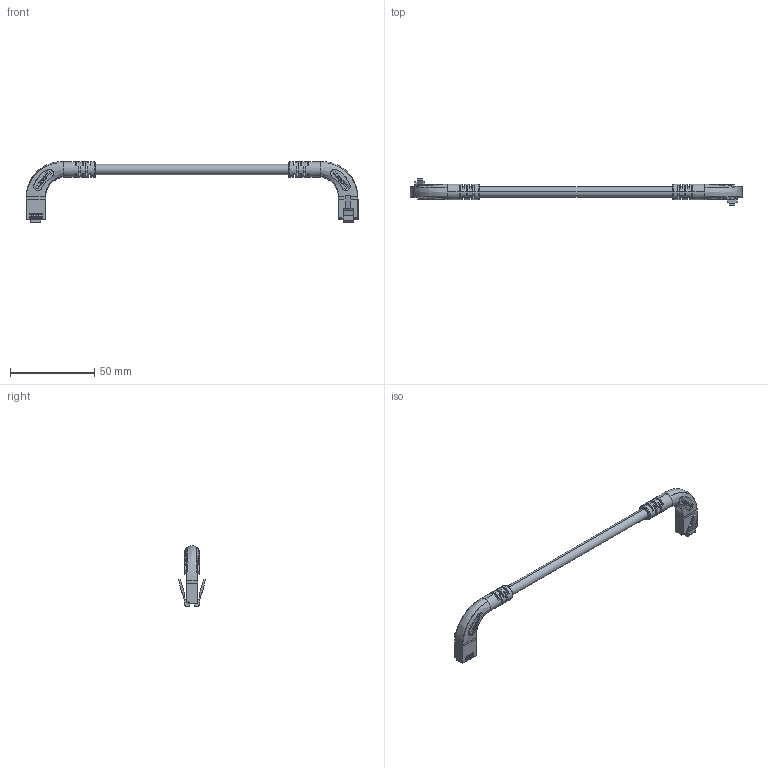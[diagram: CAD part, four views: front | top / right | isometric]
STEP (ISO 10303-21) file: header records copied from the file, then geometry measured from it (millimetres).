
FILE_DESCRIPTION (( 'STEP AP203' ), '1' );
FILE_NAME ('TRD815ZRA9.step', '2013-02-14T16:31:52', ( 'x' ), ( '' ), 'SwSTEP 2.0', 'SolidWorks 2012', '' );
FILE_SCHEMA (( 'CONFIG_CONTROL_DESIGN' ));
Length unit declared in the file: inch
Products named in the file (12): TRD815ZRA9; RA_RJ45_Version 2_left entry no cable; MTN-477; Pair 4; Pair 3; Pair 1_BLUE; Pair 2; 1AG01-037; 1AD01-015-MA2; 1AD01-015-MA1_for assembly with molded boot; 1AG01-036; RA-RJ45-MA2_6" long
Assembly tree (12 placements, depth 3):
  TRD815ZRA9
    RA-RJ45-MA2_6" long
    RA_RJ45_Version 2_left entry no cable  x2
      1AG01-036
      1AD01-015-MA1_for assembly with molded boot
      1AD01-015-MA2
      1AG01-037
      Pair 2
      Pair 1_BLUE
      Pair 3
      Pair 4
      MTN-477
Bounding box: 197.1 x 15.75 x 35.84 mm (x, y, z)
Volume: 6740.2 mm3; surface area: 17623.4 mm2
Topology: 27 solids, 27 shells, 1202 faces, 3246 edges, 2046 vertices
Faces by surface type: plane 646, cylinder 264, bspline 216, sphere 34, torus 30, cone 12
Entity records: 31460 total; most frequent: CARTESIAN_POINT 15627, ORIENTED_EDGE 3216, DIRECTION 2703, EDGE_CURVE 1608, VERTEX_POINT 1027, VECTOR 1025, LINE 1025, AXIS2_PLACEMENT_3D 839
